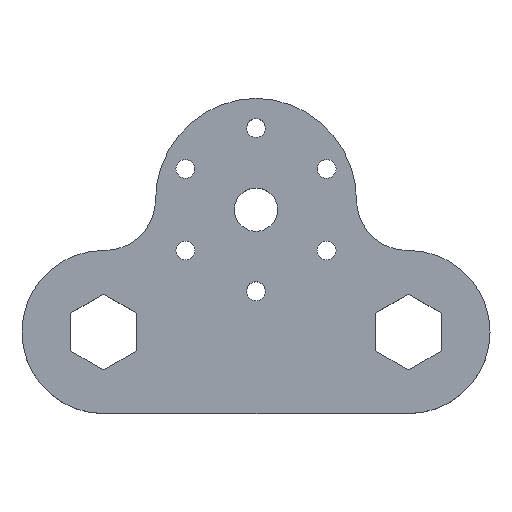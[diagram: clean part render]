
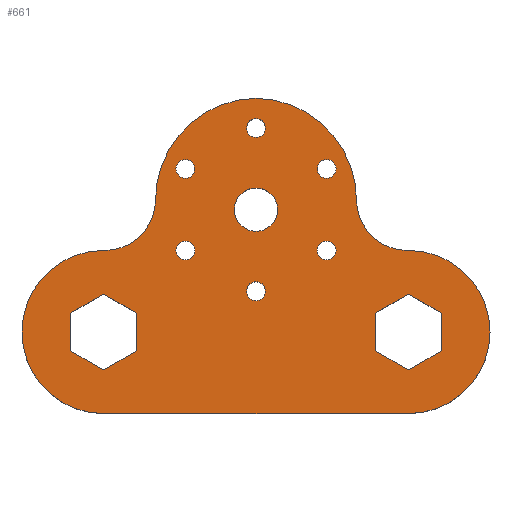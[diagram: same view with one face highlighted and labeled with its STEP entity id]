
A CAD part, top view. The second image highlights one B-rep face of the part: STEP entity #661.
In plain terms, the highlighted planar face has unit normal (0, 0, 1).
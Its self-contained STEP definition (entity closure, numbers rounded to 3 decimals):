
#15=FACE_BOUND('',#115,.T.);
#16=FACE_BOUND('',#116,.T.);
#17=FACE_BOUND('',#117,.T.);
#18=FACE_BOUND('',#118,.T.);
#19=FACE_BOUND('',#119,.T.);
#20=FACE_BOUND('',#120,.T.);
#21=FACE_BOUND('',#121,.T.);
#22=FACE_BOUND('',#122,.T.);
#23=FACE_BOUND('',#123,.T.);
#50=PLANE('',#733);
#82=FACE_OUTER_BOUND('',#114,.T.);
#114=EDGE_LOOP('',(#558,#559,#560,#561,#562,#563,#564,#565,#566,#567,#568));
#115=EDGE_LOOP('',(#569));
#116=EDGE_LOOP('',(#570));
#117=EDGE_LOOP('',(#571,#572,#573,#574,#575,#576));
#118=EDGE_LOOP('',(#577,#578,#579,#580,#581,#582));
#119=EDGE_LOOP('',(#583));
#120=EDGE_LOOP('',(#584));
#121=EDGE_LOOP('',(#585));
#122=EDGE_LOOP('',(#586));
#123=EDGE_LOOP('',(#587));
#141=LINE('',#955,#205);
#144=LINE('',#961,#208);
#147=LINE('',#967,#211);
#150=LINE('',#973,#214);
#153=LINE('',#979,#217);
#156=LINE('',#983,#220);
#159=LINE('',#991,#223);
#162=LINE('',#997,#226);
#165=LINE('',#1003,#229);
#168=LINE('',#1009,#232);
#171=LINE('',#1015,#235);
#174=LINE('',#1019,#238);
#181=LINE('',#1051,#245);
#185=LINE('',#1063,#249);
#189=LINE('',#1075,#253);
#193=LINE('',#1087,#257);
#197=LINE('',#1097,#261);
#205=VECTOR('',#776,10.);
#208=VECTOR('',#781,10.);
#211=VECTOR('',#786,10.);
#214=VECTOR('',#791,10.);
#217=VECTOR('',#796,10.);
#220=VECTOR('',#801,10.);
#223=VECTOR('',#806,10.);
#226=VECTOR('',#811,10.);
#229=VECTOR('',#816,10.);
#232=VECTOR('',#821,10.);
#235=VECTOR('',#826,10.);
#238=VECTOR('',#831,10.);
#245=VECTOR('',#864,10.);
#249=VECTOR('',#876,10.);
#253=VECTOR('',#888,10.);
#257=VECTOR('',#900,10.);
#261=VECTOR('',#912,10.);
#262=CIRCLE('',#678,1.85);
#264=CIRCLE('',#681,1.85);
#266=CIRCLE('',#684,1.85);
#268=CIRCLE('',#687,4.25);
#270=CIRCLE('',#690,1.85);
#272=CIRCLE('',#705,1.85);
#274=CIRCLE('',#708,1.85);
#277=CIRCLE('',#712,20.);
#279=CIRCLE('',#715,20.);
#281=CIRCLE('',#719,10.);
#283=CIRCLE('',#723,16.);
#285=CIRCLE('',#727,16.);
#287=CIRCLE('',#731,10.);
#288=VERTEX_POINT('',#919);
#290=VERTEX_POINT('',#925);
#292=VERTEX_POINT('',#931);
#294=VERTEX_POINT('',#937);
#296=VERTEX_POINT('',#943);
#300=VERTEX_POINT('',#952);
#301=VERTEX_POINT('',#954);
#303=VERTEX_POINT('',#960);
#305=VERTEX_POINT('',#966);
#307=VERTEX_POINT('',#972);
#309=VERTEX_POINT('',#978);
#312=VERTEX_POINT('',#988);
#313=VERTEX_POINT('',#990);
#315=VERTEX_POINT('',#996);
#317=VERTEX_POINT('',#1002);
#319=VERTEX_POINT('',#1008);
#321=VERTEX_POINT('',#1014);
#322=VERTEX_POINT('',#1021);
#324=VERTEX_POINT('',#1027);
#328=VERTEX_POINT('',#1036);
#329=VERTEX_POINT('',#1038);
#331=VERTEX_POINT('',#1044);
#333=VERTEX_POINT('',#1050);
#335=VERTEX_POINT('',#1056);
#337=VERTEX_POINT('',#1062);
#339=VERTEX_POINT('',#1068);
#341=VERTEX_POINT('',#1074);
#343=VERTEX_POINT('',#1080);
#345=VERTEX_POINT('',#1086);
#347=VERTEX_POINT('',#1092);
#348=EDGE_CURVE('',#288,#288,#262,.T.);
#351=EDGE_CURVE('',#290,#290,#264,.T.);
#354=EDGE_CURVE('',#292,#292,#266,.T.);
#357=EDGE_CURVE('',#294,#294,#268,.T.);
#360=EDGE_CURVE('',#296,#296,#270,.T.);
#365=EDGE_CURVE('',#301,#300,#141,.T.);
#368=EDGE_CURVE('',#303,#301,#144,.T.);
#371=EDGE_CURVE('',#305,#303,#147,.T.);
#374=EDGE_CURVE('',#307,#305,#150,.T.);
#377=EDGE_CURVE('',#309,#307,#153,.T.);
#380=EDGE_CURVE('',#300,#309,#156,.T.);
#383=EDGE_CURVE('',#313,#312,#159,.T.);
#386=EDGE_CURVE('',#315,#313,#162,.T.);
#389=EDGE_CURVE('',#317,#315,#165,.T.);
#392=EDGE_CURVE('',#319,#317,#168,.T.);
#395=EDGE_CURVE('',#321,#319,#171,.T.);
#398=EDGE_CURVE('',#312,#321,#174,.T.);
#399=EDGE_CURVE('',#322,#322,#272,.T.);
#402=EDGE_CURVE('',#324,#324,#274,.T.);
#407=EDGE_CURVE('',#329,#328,#277,.T.);
#410=EDGE_CURVE('',#331,#329,#279,.T.);
#413=EDGE_CURVE('',#333,#331,#181,.T.);
#416=EDGE_CURVE('',#335,#333,#281,.T.);
#419=EDGE_CURVE('',#337,#335,#185,.T.);
#422=EDGE_CURVE('',#339,#337,#283,.T.);
#425=EDGE_CURVE('',#341,#339,#189,.T.);
#428=EDGE_CURVE('',#343,#341,#285,.T.);
#431=EDGE_CURVE('',#345,#343,#193,.T.);
#434=EDGE_CURVE('',#347,#345,#287,.T.);
#437=EDGE_CURVE('',#328,#347,#197,.T.);
#558=ORIENTED_EDGE('',*,*,#437,.T.);
#559=ORIENTED_EDGE('',*,*,#434,.T.);
#560=ORIENTED_EDGE('',*,*,#431,.T.);
#561=ORIENTED_EDGE('',*,*,#428,.T.);
#562=ORIENTED_EDGE('',*,*,#425,.T.);
#563=ORIENTED_EDGE('',*,*,#422,.T.);
#564=ORIENTED_EDGE('',*,*,#419,.T.);
#565=ORIENTED_EDGE('',*,*,#416,.T.);
#566=ORIENTED_EDGE('',*,*,#413,.T.);
#567=ORIENTED_EDGE('',*,*,#410,.T.);
#568=ORIENTED_EDGE('',*,*,#407,.T.);
#569=ORIENTED_EDGE('',*,*,#402,.T.);
#570=ORIENTED_EDGE('',*,*,#399,.T.);
#571=ORIENTED_EDGE('',*,*,#398,.T.);
#572=ORIENTED_EDGE('',*,*,#395,.T.);
#573=ORIENTED_EDGE('',*,*,#392,.T.);
#574=ORIENTED_EDGE('',*,*,#389,.T.);
#575=ORIENTED_EDGE('',*,*,#386,.T.);
#576=ORIENTED_EDGE('',*,*,#383,.T.);
#577=ORIENTED_EDGE('',*,*,#380,.T.);
#578=ORIENTED_EDGE('',*,*,#377,.T.);
#579=ORIENTED_EDGE('',*,*,#374,.T.);
#580=ORIENTED_EDGE('',*,*,#371,.T.);
#581=ORIENTED_EDGE('',*,*,#368,.T.);
#582=ORIENTED_EDGE('',*,*,#365,.T.);
#583=ORIENTED_EDGE('',*,*,#360,.T.);
#584=ORIENTED_EDGE('',*,*,#357,.T.);
#585=ORIENTED_EDGE('',*,*,#354,.T.);
#586=ORIENTED_EDGE('',*,*,#351,.T.);
#587=ORIENTED_EDGE('',*,*,#348,.T.);
#661=ADVANCED_FACE('',(#82,#15,#16,#17,#18,#19,#20,#21,#22,#23),#50,.T.);
#678=AXIS2_PLACEMENT_3D('',#920,#739,#740);
#681=AXIS2_PLACEMENT_3D('',#926,#746,#747);
#684=AXIS2_PLACEMENT_3D('',#932,#753,#754);
#687=AXIS2_PLACEMENT_3D('',#938,#760,#761);
#690=AXIS2_PLACEMENT_3D('',#944,#767,#768);
#705=AXIS2_PLACEMENT_3D('',#1022,#834,#835);
#708=AXIS2_PLACEMENT_3D('',#1028,#841,#842);
#712=AXIS2_PLACEMENT_3D('',#1039,#851,#852);
#715=AXIS2_PLACEMENT_3D('',#1045,#858,#859);
#719=AXIS2_PLACEMENT_3D('',#1057,#870,#871);
#723=AXIS2_PLACEMENT_3D('',#1069,#882,#883);
#727=AXIS2_PLACEMENT_3D('',#1081,#894,#895);
#731=AXIS2_PLACEMENT_3D('',#1093,#906,#907);
#733=AXIS2_PLACEMENT_3D('',#1098,#913,#914);
#739=DIRECTION('center_axis',(0.,0.,-1.));
#740=DIRECTION('ref_axis',(-1.,0.,0.));
#746=DIRECTION('center_axis',(0.,0.,-1.));
#747=DIRECTION('ref_axis',(-1.,0.,0.));
#753=DIRECTION('center_axis',(0.,0.,-1.));
#754=DIRECTION('ref_axis',(-1.,0.,0.));
#760=DIRECTION('center_axis',(0.,0.,-1.));
#761=DIRECTION('ref_axis',(-1.,0.,0.));
#767=DIRECTION('center_axis',(0.,0.,-1.));
#768=DIRECTION('ref_axis',(-1.,0.,0.));
#776=DIRECTION('',(-0.866,0.5,0.));
#781=DIRECTION('',(-0.866,-0.5,0.));
#786=DIRECTION('',(0.,-1.,0.));
#791=DIRECTION('',(0.866,-0.5,0.));
#796=DIRECTION('',(0.866,0.5,0.));
#801=DIRECTION('',(0.,1.,0.));
#806=DIRECTION('',(0.866,-0.5,0.));
#811=DIRECTION('',(0.866,0.5,0.));
#816=DIRECTION('',(0.,1.,0.));
#821=DIRECTION('',(-0.866,0.5,0.));
#826=DIRECTION('',(-0.866,-0.5,0.));
#831=DIRECTION('',(0.,-1.,0.));
#834=DIRECTION('center_axis',(0.,0.,-1.));
#835=DIRECTION('ref_axis',(-1.,0.,0.));
#841=DIRECTION('center_axis',(0.,0.,-1.));
#842=DIRECTION('ref_axis',(-1.,0.,0.));
#851=DIRECTION('center_axis',(0.,0.,1.));
#852=DIRECTION('ref_axis',(0.,1.,0.));
#858=DIRECTION('center_axis',(0.,0.,1.));
#859=DIRECTION('ref_axis',(1.,0.,0.));
#864=DIRECTION('',(0.,-1.,0.));
#870=DIRECTION('center_axis',(0.,0.,-1.));
#871=DIRECTION('ref_axis',(1.,0.,0.));
#876=DIRECTION('',(-1.,0.,0.));
#882=DIRECTION('center_axis',(0.,0.,1.));
#883=DIRECTION('ref_axis',(-1.,0.,0.));
#888=DIRECTION('',(1.,0.,0.));
#894=DIRECTION('center_axis',(0.,0.,1.));
#895=DIRECTION('ref_axis',(0.,1.,0.));
#900=DIRECTION('',(-1.,0.,0.));
#906=DIRECTION('center_axis',(0.,0.,-1.));
#907=DIRECTION('ref_axis',(0.,1.,0.));
#912=DIRECTION('',(0.,1.,0.));
#913=DIRECTION('center_axis',(0.,0.,1.));
#914=DIRECTION('ref_axis',(1.,0.,0.));
#919=CARTESIAN_POINT('',(22.898,32.,16.));
#920=CARTESIAN_POINT('Origin',(21.048,32.,16.));
#925=CARTESIAN_POINT('',(50.611,32.,16.));
#926=CARTESIAN_POINT('Origin',(48.761,32.,16.));
#931=CARTESIAN_POINT('',(50.611,16.,16.));
#932=CARTESIAN_POINT('Origin',(48.761,16.,16.));
#937=CARTESIAN_POINT('',(39.154,24.,16.));
#938=CARTESIAN_POINT('Origin',(34.904,24.,16.));
#943=CARTESIAN_POINT('',(22.898,16.,16.));
#944=CARTESIAN_POINT('Origin',(21.048,16.,16.));
#952=CARTESIAN_POINT('',(58.36,-3.724,16.));
#954=CARTESIAN_POINT('',(64.81,-7.448,16.));
#955=CARTESIAN_POINT('',(64.81,-7.448,16.));
#960=CARTESIAN_POINT('',(71.26,-3.724,16.));
#961=CARTESIAN_POINT('',(71.26,-3.724,16.));
#966=CARTESIAN_POINT('',(71.26,3.724,16.));
#967=CARTESIAN_POINT('',(71.26,3.724,16.));
#972=CARTESIAN_POINT('',(64.81,7.448,16.));
#973=CARTESIAN_POINT('',(64.81,7.448,16.));
#978=CARTESIAN_POINT('',(58.36,3.724,16.));
#979=CARTESIAN_POINT('',(58.36,3.724,16.));
#983=CARTESIAN_POINT('',(58.36,-3.724,16.));
#988=CARTESIAN_POINT('',(11.448,3.724,16.));
#990=CARTESIAN_POINT('',(4.998,7.448,16.));
#991=CARTESIAN_POINT('',(4.998,7.448,16.));
#996=CARTESIAN_POINT('',(-1.452,3.724,16.));
#997=CARTESIAN_POINT('',(-1.452,3.724,16.));
#1002=CARTESIAN_POINT('',(-1.452,-3.724,16.));
#1003=CARTESIAN_POINT('',(-1.452,-3.724,16.));
#1008=CARTESIAN_POINT('',(4.998,-7.448,16.));
#1009=CARTESIAN_POINT('',(4.998,-7.448,16.));
#1014=CARTESIAN_POINT('',(11.448,-3.724,16.));
#1015=CARTESIAN_POINT('',(11.448,-3.724,16.));
#1019=CARTESIAN_POINT('',(11.448,3.724,16.));
#1021=CARTESIAN_POINT('',(36.754,40.,16.));
#1022=CARTESIAN_POINT('Origin',(34.904,40.,16.));
#1027=CARTESIAN_POINT('',(36.754,8.,16.));
#1028=CARTESIAN_POINT('Origin',(34.904,8.,16.));
#1036=CARTESIAN_POINT('',(15.198,25.85,16.));
#1038=CARTESIAN_POINT('',(34.904,45.848,16.));
#1039=CARTESIAN_POINT('Origin',(35.198,25.85,16.));
#1044=CARTESIAN_POINT('',(54.611,25.85,16.));
#1045=CARTESIAN_POINT('Origin',(34.611,25.85,16.));
#1050=CARTESIAN_POINT('',(54.611,26.,16.));
#1051=CARTESIAN_POINT('',(54.611,26.,16.));
#1056=CARTESIAN_POINT('',(64.611,16.,16.));
#1057=CARTESIAN_POINT('Origin',(64.611,26.,16.));
#1062=CARTESIAN_POINT('',(64.81,16.,16.));
#1063=CARTESIAN_POINT('',(64.81,16.,16.));
#1068=CARTESIAN_POINT('',(64.81,-16.,16.));
#1069=CARTESIAN_POINT('Origin',(64.81,0.,16.));
#1074=CARTESIAN_POINT('',(4.998,-16.,16.));
#1075=CARTESIAN_POINT('',(4.998,-16.,16.));
#1080=CARTESIAN_POINT('',(4.998,16.,16.));
#1081=CARTESIAN_POINT('Origin',(4.998,0.,16.));
#1086=CARTESIAN_POINT('',(5.198,16.,16.));
#1087=CARTESIAN_POINT('',(5.198,16.,16.));
#1092=CARTESIAN_POINT('',(15.198,26.,16.));
#1093=CARTESIAN_POINT('Origin',(5.198,26.,16.));
#1097=CARTESIAN_POINT('',(15.198,25.85,16.));
#1098=CARTESIAN_POINT('Origin',(34.904,14.924,16.));
